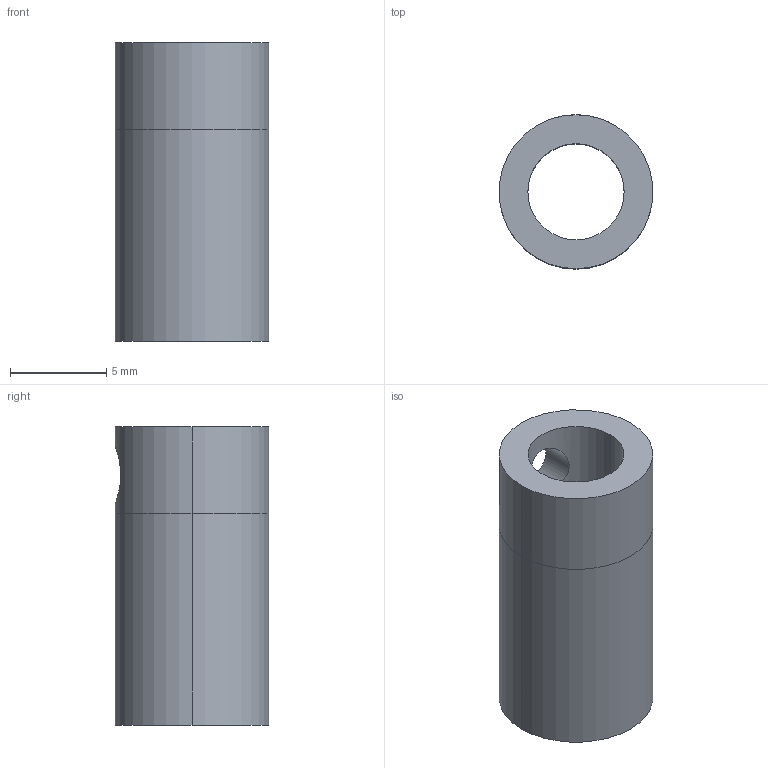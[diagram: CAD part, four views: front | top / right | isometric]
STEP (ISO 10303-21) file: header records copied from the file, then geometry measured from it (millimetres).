
FILE_DESCRIPTION (( 'STEP AP203' ), '1' );
FILE_NAME ('1814.STEP', '2014-07-24T15:29:45', ( '' ), ( '' ), 'SwSTEP 2.0', 'SolidWorks 2014', '' );
FILE_SCHEMA (( 'CONFIG_CONTROL_DESIGN' ));
Length unit declared in the file: millimetre
Products named in the file (1): 1814
Bounding box: 8 x 8 x 15.5 mm (x, y, z)
Volume: 463.8 mm3; surface area: 694.7 mm2
Topology: 1 solids, 1 shells, 10 faces, 22 edges, 14 vertices
Faces by surface type: cylinder 8, plane 2
Entity records: 455 total; most frequent: CARTESIAN_POINT 145, DIRECTION 50, ORIENTED_EDGE 44, EDGE_CURVE 22, AXIS2_PLACEMENT_3D 21, VERTEX_POINT 14, EDGE_LOOP 14, ADVANCED_FACE 10
